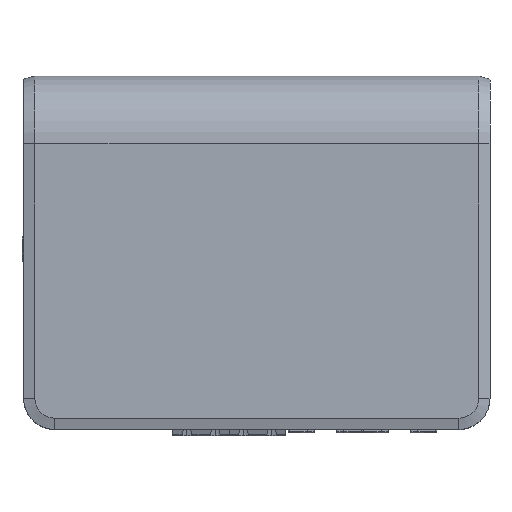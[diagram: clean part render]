
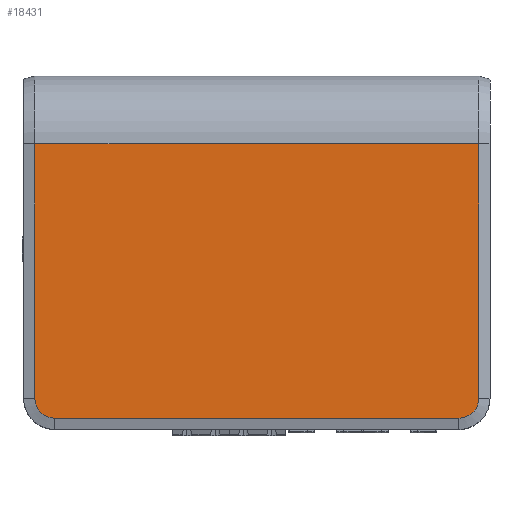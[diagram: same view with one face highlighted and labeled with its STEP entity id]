
A CAD part, top view. The second image highlights one B-rep face of the part: STEP entity #18431.
In plain terms, the highlighted planar face has unit normal (0, 0, 1).
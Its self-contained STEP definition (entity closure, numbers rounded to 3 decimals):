
#1432 = VERTEX_POINT ( 'NONE', #18298 ) ;
#1512 = DIRECTION ( 'NONE',  ( 0., -1., 0. ) ) ;
#2172 = DIRECTION ( 'NONE',  ( -1., 0., 0. ) ) ;
#2225 = DIRECTION ( 'NONE',  ( -1., 0., 0. ) ) ;
#2919 = CARTESIAN_POINT ( 'NONE',  ( 6.875, 70.671, 72.259 ) ) ;
#2969 = LINE ( 'NONE', #26604, #4533 ) ;
#3201 = ORIENTED_EDGE ( 'NONE', *, *, #18208, .T. ) ;
#3736 = CARTESIAN_POINT ( 'NONE',  ( 6.875, 25.671, 72.259 ) ) ;
#3786 = DIRECTION ( 'NONE',  ( -1., 0., 0. ) ) ;
#4238 = CARTESIAN_POINT ( 'NONE',  ( 6.375, 70.671, 72.259 ) ) ;
#4533 = VECTOR ( 'NONE', #5299, 1000. ) ;
#5299 = DIRECTION ( 'NONE',  ( 0., 1., 0. ) ) ;
#6091 = VECTOR ( 'NONE', #6840, 1000. ) ;
#6765 = EDGE_CURVE ( 'NONE', #19279, #1432, #8003, .T. ) ;
#6840 = DIRECTION ( 'NONE',  ( 1., 0., 0. ) ) ;
#6978 = DIRECTION ( 'NONE',  ( 0., 0., -1. ) ) ;
#7342 = EDGE_CURVE ( 'NONE', #21391, #10785, #11253, .T. ) ;
#7456 = EDGE_CURVE ( 'NONE', #7483, #21391, #2969, .T. ) ;
#7483 = VERTEX_POINT ( 'NONE', #14488 ) ;
#8003 = CIRCLE ( 'NONE', #21393, 3.5 ) ;
#8271 = ORIENTED_EDGE ( 'NONE', *, *, #7456, .T. ) ;
#8305 = EDGE_LOOP ( 'NONE', ( #27896, #19636, #22761, #13233, #3201, #8271 ) ) ;
#8389 = DIRECTION ( 'NONE',  ( 0., 0., 1. ) ) ;
#8548 = DIRECTION ( 'NONE',  ( -1., 0., 0. ) ) ;
#8826 = EDGE_CURVE ( 'NONE', #1432, #10312, #27991, .T. ) ;
#8931 = CARTESIAN_POINT ( 'NONE',  ( 10.375, 25.671, 72.259 ) ) ;
#9988 = AXIS2_PLACEMENT_3D ( 'NONE', #18350, #6978, #2172 ) ;
#10312 = VERTEX_POINT ( 'NONE', #17229 ) ;
#10785 = VERTEX_POINT ( 'NONE', #2919 ) ;
#11253 = LINE ( 'NONE', #4238, #14984 ) ;
#11359 = PLANE ( 'NONE',  #9988 ) ;
#11717 = CARTESIAN_POINT ( 'NONE',  ( 85.375, 70.671, 72.259 ) ) ;
#13233 = ORIENTED_EDGE ( 'NONE', *, *, #8826, .T. ) ;
#14488 = CARTESIAN_POINT ( 'NONE',  ( 85.375, 25.671, 72.259 ) ) ;
#14984 = VECTOR ( 'NONE', #2225, 1000. ) ;
#17229 = CARTESIAN_POINT ( 'NONE',  ( 81.875, 22.171, 72.259 ) ) ;
#17590 = CARTESIAN_POINT ( 'NONE',  ( 81.875, 25.671, 72.259 ) ) ;
#18011 = LINE ( 'NONE', #29780, #21810 ) ;
#18208 = EDGE_CURVE ( 'NONE', #10312, #7483, #30156, .T. ) ;
#18298 = CARTESIAN_POINT ( 'NONE',  ( 10.375, 22.171, 72.259 ) ) ;
#18350 = CARTESIAN_POINT ( 'NONE',  ( 81.875, 25.671, 72.259 ) ) ;
#18431 = ADVANCED_FACE ( 'NONE', ( #23474 ), #11359, .F. ) ;
#19279 = VERTEX_POINT ( 'NONE', #3736 ) ;
#19636 = ORIENTED_EDGE ( 'NONE', *, *, #19655, .T. ) ;
#19655 = EDGE_CURVE ( 'NONE', #10785, #19279, #18011, .T. ) ;
#21391 = VERTEX_POINT ( 'NONE', #11717 ) ;
#21393 = AXIS2_PLACEMENT_3D ( 'NONE', #8931, #29727, #3786 ) ;
#21810 = VECTOR ( 'NONE', #1512, 1000. ) ;
#22761 = ORIENTED_EDGE ( 'NONE', *, *, #6765, .T. ) ;
#23474 = FACE_OUTER_BOUND ( 'NONE', #8305, .T. ) ;
#26604 = CARTESIAN_POINT ( 'NONE',  ( 85.375, 70.671, 72.259 ) ) ;
#27896 = ORIENTED_EDGE ( 'NONE', *, *, #7342, .T. ) ;
#27991 = LINE ( 'NONE', #28136, #6091 ) ;
#28136 = CARTESIAN_POINT ( 'NONE',  ( 81.875, 22.171, 72.259 ) ) ;
#28163 = AXIS2_PLACEMENT_3D ( 'NONE', #17590, #8389, #8548 ) ;
#29727 = DIRECTION ( 'NONE',  ( 0., 0., 1. ) ) ;
#29780 = CARTESIAN_POINT ( 'NONE',  ( 6.875, 25.671, 72.259 ) ) ;
#30156 = CIRCLE ( 'NONE', #28163, 3.5 ) ;
